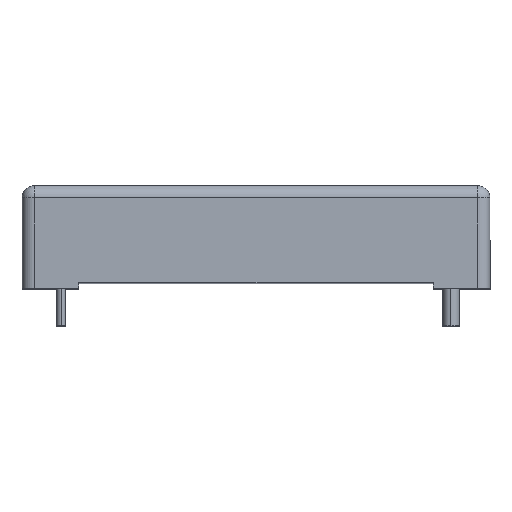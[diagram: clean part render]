
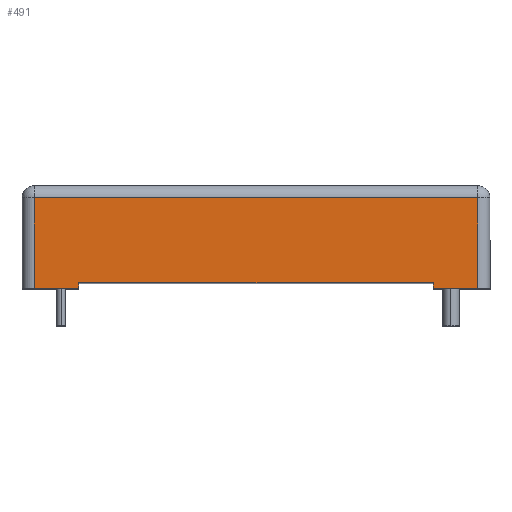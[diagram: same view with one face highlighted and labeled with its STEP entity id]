
A CAD part, top view. The second image highlights one B-rep face of the part: STEP entity #491.
In plain terms, the highlighted planar face has unit normal (0, 0, 1).
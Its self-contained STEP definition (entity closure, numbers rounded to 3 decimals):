
#5 = CARTESIAN_POINT ( 'NONE',  ( -28.95, 0., 30.5 ) ) ;
#43 = EDGE_CURVE ( 'NONE', #2841, #1425, #1671, .T. ) ;
#83 = CARTESIAN_POINT ( 'NONE',  ( -27.45, 11.2, 30.5 ) ) ;
#107 = EDGE_CURVE ( 'NONE', #2932, #231, #2417, .T. ) ;
#197 = CARTESIAN_POINT ( 'NONE',  ( -21.95, 0., 30.5 ) ) ;
#231 = VERTEX_POINT ( 'NONE', #2205 ) ;
#274 = CARTESIAN_POINT ( 'NONE',  ( -21.95, 0.7, 30.5 ) ) ;
#333 = DIRECTION ( 'NONE',  ( 0., -1., 0. ) ) ;
#424 = CARTESIAN_POINT ( 'NONE',  ( -21.95, 0.7, 30.5 ) ) ;
#440 = ORIENTED_EDGE ( 'NONE', *, *, #2322, .T. ) ;
#491 = ADVANCED_FACE ( 'NONE', ( #714 ), #2760, .F. ) ;
#541 = VECTOR ( 'NONE', #910, 1000. ) ;
#576 = DIRECTION ( 'NONE',  ( -1., 0., 0. ) ) ;
#597 = VECTOR ( 'NONE', #333, 1000. ) ;
#689 = EDGE_CURVE ( 'NONE', #2631, #1965, #3250, .T. ) ;
#714 = FACE_OUTER_BOUND ( 'NONE', #2384, .T. ) ;
#851 = ORIENTED_EDGE ( 'NONE', *, *, #689, .T. ) ;
#899 = ORIENTED_EDGE ( 'NONE', *, *, #107, .T. ) ;
#910 = DIRECTION ( 'NONE',  ( 0., -1., 0. ) ) ;
#958 = ORIENTED_EDGE ( 'NONE', *, *, #2229, .T. ) ;
#1014 = ORIENTED_EDGE ( 'NONE', *, *, #2165, .F. ) ;
#1080 = LINE ( 'NONE', #2308, #541 ) ;
#1103 = VECTOR ( 'NONE', #2656, 1000. ) ;
#1162 = CARTESIAN_POINT ( 'NONE',  ( 27.45, 12.7, 30.5 ) ) ;
#1231 = LINE ( 'NONE', #5, #2675 ) ;
#1323 = CARTESIAN_POINT ( 'NONE',  ( -27.45, 12.7, 30.5 ) ) ;
#1349 = LINE ( 'NONE', #274, #3322 ) ;
#1363 = DIRECTION ( 'NONE',  ( 0., 0., -1. ) ) ;
#1389 = DIRECTION ( 'NONE',  ( -1., 0., 0. ) ) ;
#1425 = VERTEX_POINT ( 'NONE', #197 ) ;
#1489 = CARTESIAN_POINT ( 'NONE',  ( 21.95, 0.7, 30.5 ) ) ;
#1610 = VECTOR ( 'NONE', #2508, 1000. ) ;
#1665 = CARTESIAN_POINT ( 'NONE',  ( -27.45, 0., 30.5 ) ) ;
#1671 = LINE ( 'NONE', #1941, #597 ) ;
#1897 = LINE ( 'NONE', #1162, #2557 ) ;
#1917 = ORIENTED_EDGE ( 'NONE', *, *, #43, .F. ) ;
#1941 = CARTESIAN_POINT ( 'NONE',  ( -21.95, 0.7, 30.5 ) ) ;
#1965 = VERTEX_POINT ( 'NONE', #83 ) ;
#1974 = CARTESIAN_POINT ( 'NONE',  ( 21.95, 0., 30.5 ) ) ;
#1984 = DIRECTION ( 'NONE',  ( 0., 1., 0. ) ) ;
#2073 = LINE ( 'NONE', #1323, #1103 ) ;
#2080 = DIRECTION ( 'NONE',  ( 1., 0., 0. ) ) ;
#2165 = EDGE_CURVE ( 'NONE', #2890, #2841, #1349, .T. ) ;
#2205 = CARTESIAN_POINT ( 'NONE',  ( 27.45, 0., 30.5 ) ) ;
#2229 = EDGE_CURVE ( 'NONE', #3193, #1425, #1231, .T. ) ;
#2308 = CARTESIAN_POINT ( 'NONE',  ( 21.95, 0.7, 30.5 ) ) ;
#2322 = EDGE_CURVE ( 'NONE', #231, #2631, #1897, .T. ) ;
#2384 = EDGE_LOOP ( 'NONE', ( #1014, #3350, #899, #440, #851, #2967, #958, #1917 ) ) ;
#2417 = LINE ( 'NONE', #3428, #3347 ) ;
#2448 = DIRECTION ( 'NONE',  ( 1., 0., 0. ) ) ;
#2481 = AXIS2_PLACEMENT_3D ( 'NONE', #3004, #1363, #1389 ) ;
#2492 = CARTESIAN_POINT ( 'NONE',  ( -28.95, 11.2, 30.5 ) ) ;
#2508 = DIRECTION ( 'NONE',  ( -1., 0., 0. ) ) ;
#2557 = VECTOR ( 'NONE', #1984, 1000. ) ;
#2631 = VERTEX_POINT ( 'NONE', #2805 ) ;
#2656 = DIRECTION ( 'NONE',  ( 0., -1., 0. ) ) ;
#2675 = VECTOR ( 'NONE', #2448, 1000. ) ;
#2760 = PLANE ( 'NONE',  #2481 ) ;
#2805 = CARTESIAN_POINT ( 'NONE',  ( 27.45, 11.2, 30.5 ) ) ;
#2835 = EDGE_CURVE ( 'NONE', #2890, #2932, #1080, .T. ) ;
#2841 = VERTEX_POINT ( 'NONE', #424 ) ;
#2890 = VERTEX_POINT ( 'NONE', #1489 ) ;
#2932 = VERTEX_POINT ( 'NONE', #1974 ) ;
#2967 = ORIENTED_EDGE ( 'NONE', *, *, #3365, .T. ) ;
#3004 = CARTESIAN_POINT ( 'NONE',  ( -28.95, 12.7, 30.5 ) ) ;
#3193 = VERTEX_POINT ( 'NONE', #1665 ) ;
#3250 = LINE ( 'NONE', #2492, #1610 ) ;
#3322 = VECTOR ( 'NONE', #576, 1000. ) ;
#3347 = VECTOR ( 'NONE', #2080, 1000. ) ;
#3350 = ORIENTED_EDGE ( 'NONE', *, *, #2835, .T. ) ;
#3365 = EDGE_CURVE ( 'NONE', #1965, #3193, #2073, .T. ) ;
#3428 = CARTESIAN_POINT ( 'NONE',  ( -28.95, 0., 30.5 ) ) ;
